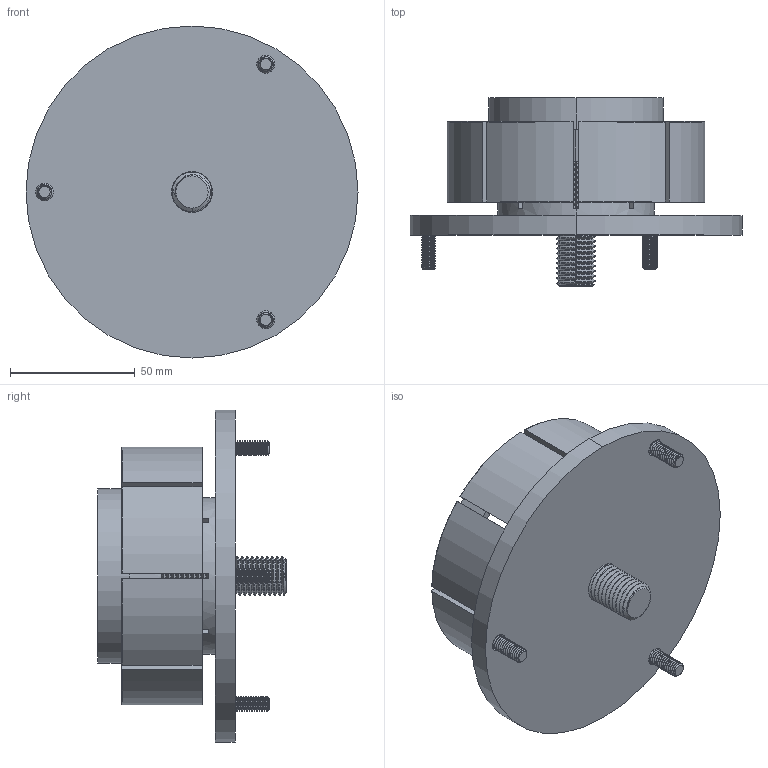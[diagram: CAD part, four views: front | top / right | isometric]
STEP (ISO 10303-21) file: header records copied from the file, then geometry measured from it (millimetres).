
FILE_DESCRIPTION (( 'STEP AP214' ), '1' );
FILE_NAME ('38450DD for Step as Part.STEP', '2022-03-11T20:30:05', ( '' ), ( '' ), 'SwSTEP 2.0', 'SolidWorks 2021', '' );
FILE_SCHEMA (( 'AUTOMOTIVE_DESIGN' ));
Length unit declared in the file: inch
Products named in the file (1): 38450DD for Step as Part
Bounding box: 132.87 x 75.47 x 132.87 mm (x, y, z)
Volume: 375192.7 mm3; surface area: 92226.1 mm2
Topology: 6 solids, 6 shells, 541 faces, 1498 edges, 974 vertices
Faces by surface type: cylinder 354, plane 97, cone 64, torus 18, bspline 8
Entity records: 33481 total; most frequent: CARTESIAN_POINT 14371, ORIENTED_EDGE 2996, DIRECTION 2082, EDGE_CURVE 1498, VERTEX_POINT 974, AXIS2_PLACEMENT_3D 760, VECTOR 562, LINE 562
